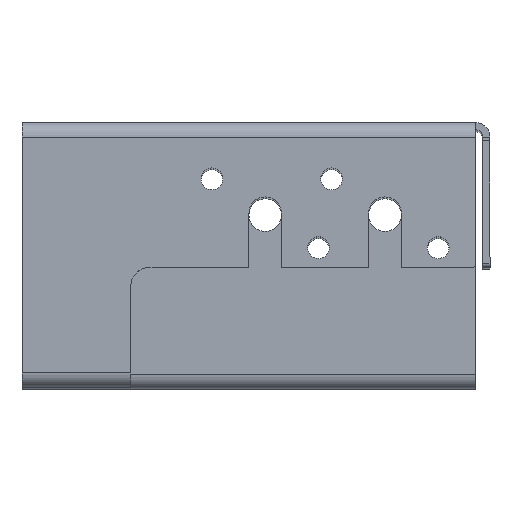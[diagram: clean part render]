
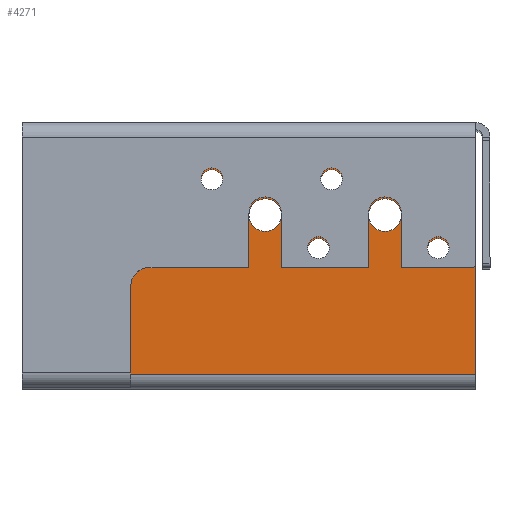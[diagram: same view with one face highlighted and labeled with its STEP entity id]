
A CAD part, top view. The second image highlights one B-rep face of the part: STEP entity #4271.
In plain terms, the highlighted planar face has unit normal (0, 0, 1).
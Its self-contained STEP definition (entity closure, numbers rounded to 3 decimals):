
#20 = FACE_BOUND ( 'NONE', #2609, .T. ) ;
#24 = CARTESIAN_POINT ( 'NONE',  ( 89.541, 44., -291. ) ) ;
#59 = DIRECTION ( 'NONE',  ( 0., -1., 0. ) ) ;
#107 = ORIENTED_EDGE ( 'NONE', *, *, #2129, .F. ) ;
#113 = EDGE_CURVE ( 'NONE', #869, #1599, #2687, .T. ) ;
#117 = CARTESIAN_POINT ( 'NONE',  ( 80.541, 44., -291. ) ) ;
#204 = DIRECTION ( 'NONE',  ( 0., 0., 1. ) ) ;
#223 = DIRECTION ( 'NONE',  ( 0., 0., 1. ) ) ;
#243 = CARTESIAN_POINT ( 'NONE',  ( 37.344, 53.5, -291. ) ) ;
#281 = LINE ( 'NONE', #547, #2439 ) ;
#283 = ORIENTED_EDGE ( 'NONE', *, *, #1912, .F. ) ;
#299 = ORIENTED_EDGE ( 'NONE', *, *, #3383, .F. ) ;
#328 = EDGE_LOOP ( 'NONE', ( #1696, #299 ) ) ;
#335 = AXIS2_PLACEMENT_3D ( 'NONE', #1075, #2079, #3411 ) ;
#357 = AXIS2_PLACEMENT_3D ( 'NONE', #2588, #223, #1845 ) ;
#396 = CARTESIAN_POINT ( 'NONE',  ( 66.738, 34.5, -291. ) ) ;
#422 = VECTOR ( 'NONE', #3512, 1000. ) ;
#444 = DIRECTION ( 'NONE',  ( 0., 0., 1. ) ) ;
#446 = EDGE_CURVE ( 'NONE', #4202, #1751, #502, .T. ) ;
#477 = AXIS2_PLACEMENT_3D ( 'NONE', #1382, #3321, #3672 ) ;
#502 = CIRCLE ( 'NONE', #2644, 3. ) ;
#543 = CIRCLE ( 'NONE', #477, 4.5 ) ;
#547 = CARTESIAN_POINT ( 'NONE',  ( -15., 0., -291. ) ) ;
#551 = EDGE_LOOP ( 'NONE', ( #107, #1261 ) ) ;
#571 = ORIENTED_EDGE ( 'NONE', *, *, #2978, .F. ) ;
#610 = VERTEX_POINT ( 'NONE', #3140 ) ;
#622 = CARTESIAN_POINT ( 'NONE',  ( 37.344, 53.5, -291. ) ) ;
#640 = DIRECTION ( 'NONE',  ( 0., -1., 0. ) ) ;
#660 = VERTEX_POINT ( 'NONE', #1790 ) ;
#703 = CARTESIAN_POINT ( 'NONE',  ( 67.344, 53.5, -291. ) ) ;
#780 = EDGE_CURVE ( 'NONE', #2275, #2483, #1111, .T. ) ;
#846 = CARTESIAN_POINT ( 'NONE',  ( 56.541, 44., -291. ) ) ;
#863 = DIRECTION ( 'NONE',  ( 0., 0., 1. ) ) ;
#869 = VERTEX_POINT ( 'NONE', #2676 ) ;
#886 = CARTESIAN_POINT ( 'NONE',  ( -15., 67., -291. ) ) ;
#984 = CARTESIAN_POINT ( 'NONE',  ( 52.041, 44., -291. ) ) ;
#1061 = FACE_BOUND ( 'NONE', #551, .T. ) ;
#1075 = CARTESIAN_POINT ( 'NONE',  ( 66.738, 34.5, -291. ) ) ;
#1086 = CARTESIAN_POINT ( 'NONE',  ( 96.738, 34.5, -291. ) ) ;
#1111 = CIRCLE ( 'NONE', #357, 3. ) ;
#1120 = VERTEX_POINT ( 'NONE', #2155 ) ;
#1131 = ORIENTED_EDGE ( 'NONE', *, *, #446, .F. ) ;
#1132 = VERTEX_POINT ( 'NONE', #117 ) ;
#1136 = VECTOR ( 'NONE', #1713, 1000. ) ;
#1158 = CIRCLE ( 'NONE', #1634, 4.5 ) ;
#1186 = VERTEX_POINT ( 'NONE', #846 ) ;
#1230 = CARTESIAN_POINT ( 'NONE',  ( 34.344, 53.5, -291. ) ) ;
#1261 = ORIENTED_EDGE ( 'NONE', *, *, #1533, .F. ) ;
#1285 = ORIENTED_EDGE ( 'NONE', *, *, #2251, .F. ) ;
#1312 = DIRECTION ( 'NONE',  ( 1., 0., 0. ) ) ;
#1323 = CARTESIAN_POINT ( 'NONE',  ( 69.738, 34.5, -291. ) ) ;
#1337 = EDGE_LOOP ( 'NONE', ( #2447, #1131 ) ) ;
#1343 = FACE_BOUND ( 'NONE', #1337, .T. ) ;
#1382 = CARTESIAN_POINT ( 'NONE',  ( 52.041, 44., -291. ) ) ;
#1398 = VERTEX_POINT ( 'NONE', #1323 ) ;
#1493 = VERTEX_POINT ( 'NONE', #1086 ) ;
#1500 = DIRECTION ( 'NONE',  ( 0., 0., 1. ) ) ;
#1533 = EDGE_CURVE ( 'NONE', #1120, #1186, #543, .T. ) ;
#1580 = EDGE_CURVE ( 'NONE', #4118, #1398, #3041, .T. ) ;
#1590 = DIRECTION ( 'NONE',  ( 0., 0., 1. ) ) ;
#1599 = VERTEX_POINT ( 'NONE', #2663 ) ;
#1600 = DIRECTION ( 'NONE',  ( 1., 0., 0. ) ) ;
#1633 = DIRECTION ( 'NONE',  ( 0., 0., 1. ) ) ;
#1634 = AXIS2_PLACEMENT_3D ( 'NONE', #984, #3645, #4003 ) ;
#1696 = ORIENTED_EDGE ( 'NONE', *, *, #3168, .F. ) ;
#1713 = DIRECTION ( 'NONE',  ( 1., 0., 0. ) ) ;
#1751 = VERTEX_POINT ( 'NONE', #4184 ) ;
#1790 = CARTESIAN_POINT ( 'NONE',  ( 102.738, 34.5, -291. ) ) ;
#1792 = DIRECTION ( 'NONE',  ( 1., 0., 0. ) ) ;
#1845 = DIRECTION ( 'NONE',  ( 0., -1., 0. ) ) ;
#1849 = ORIENTED_EDGE ( 'NONE', *, *, #1580, .F. ) ;
#1861 = DIRECTION ( 'NONE',  ( 0., 0., 1. ) ) ;
#1892 = DIRECTION ( 'NONE',  ( 0., -1., 0. ) ) ;
#1912 = EDGE_CURVE ( 'NONE', #2483, #2275, #2071, .T. ) ;
#1916 = AXIS2_PLACEMENT_3D ( 'NONE', #396, #1633, #59 ) ;
#1930 = CIRCLE ( 'NONE', #3427, 3. ) ;
#2071 = CIRCLE ( 'NONE', #2752, 3. ) ;
#2079 = DIRECTION ( 'NONE',  ( 0., 0., 1. ) ) ;
#2080 = ORIENTED_EDGE ( 'NONE', *, *, #2209, .F. ) ;
#2118 = EDGE_LOOP ( 'NONE', ( #2554, #571 ) ) ;
#2129 = EDGE_CURVE ( 'NONE', #1186, #1120, #1158, .T. ) ;
#2155 = CARTESIAN_POINT ( 'NONE',  ( 47.541, 44., -291. ) ) ;
#2177 = CARTESIAN_POINT ( 'NONE',  ( 110., -2., -291. ) ) ;
#2187 = EDGE_CURVE ( 'NONE', #1398, #4118, #2199, .T. ) ;
#2195 = DIRECTION ( 'NONE',  ( 0., 1., 0. ) ) ;
#2199 = CIRCLE ( 'NONE', #335, 3. ) ;
#2204 = EDGE_CURVE ( 'NONE', #660, #1493, #4306, .T. ) ;
#2209 = EDGE_CURVE ( 'NONE', #610, #869, #3595, .T. ) ;
#2251 = EDGE_CURVE ( 'NONE', #1599, #2328, #2506, .T. ) ;
#2275 = VERTEX_POINT ( 'NONE', #703 ) ;
#2328 = VERTEX_POINT ( 'NONE', #2957 ) ;
#2390 = FACE_OUTER_BOUND ( 'NONE', #4041, .T. ) ;
#2420 = AXIS2_PLACEMENT_3D ( 'NONE', #3578, #863, #4171 ) ;
#2439 = VECTOR ( 'NONE', #1600, 1000. ) ;
#2444 = ORIENTED_EDGE ( 'NONE', *, *, #2187, .F. ) ;
#2447 = ORIENTED_EDGE ( 'NONE', *, *, #3641, .F. ) ;
#2483 = VERTEX_POINT ( 'NONE', #3426 ) ;
#2506 = LINE ( 'NONE', #2177, #422 ) ;
#2517 = CARTESIAN_POINT ( 'NONE',  ( 63.738, 34.5, -291. ) ) ;
#2554 = ORIENTED_EDGE ( 'NONE', *, *, #2204, .F. ) ;
#2588 = CARTESIAN_POINT ( 'NONE',  ( 70.344, 53.5, -291. ) ) ;
#2609 = EDGE_LOOP ( 'NONE', ( #2444, #1849 ) ) ;
#2615 = CARTESIAN_POINT ( 'NONE',  ( 85.041, 44., -291. ) ) ;
#2644 = AXIS2_PLACEMENT_3D ( 'NONE', #622, #204, #2854 ) ;
#2663 = CARTESIAN_POINT ( 'NONE',  ( 110., 65., -291. ) ) ;
#2665 = CARTESIAN_POINT ( 'NONE',  ( 0., 0., -291. ) ) ;
#2676 = CARTESIAN_POINT ( 'NONE',  ( -15., 65., -291. ) ) ;
#2687 = LINE ( 'NONE', #4012, #1136 ) ;
#2752 = AXIS2_PLACEMENT_3D ( 'NONE', #4203, #1590, #1892 ) ;
#2756 = VECTOR ( 'NONE', #2195, 1000. ) ;
#2775 = CIRCLE ( 'NONE', #3617, 3. ) ;
#2837 = AXIS2_PLACEMENT_3D ( 'NONE', #2665, #444, #3853 ) ;
#2839 = AXIS2_PLACEMENT_3D ( 'NONE', #2615, #4314, #1312 ) ;
#2854 = DIRECTION ( 'NONE',  ( 0., -1., 0. ) ) ;
#2957 = CARTESIAN_POINT ( 'NONE',  ( 110., 0., -291. ) ) ;
#2970 = EDGE_CURVE ( 'NONE', #610, #2328, #281, .T. ) ;
#2978 = EDGE_CURVE ( 'NONE', #1493, #660, #2775, .T. ) ;
#2993 = CIRCLE ( 'NONE', #4127, 4.5 ) ;
#3041 = CIRCLE ( 'NONE', #1916, 3. ) ;
#3140 = CARTESIAN_POINT ( 'NONE',  ( -15., 0., -291. ) ) ;
#3168 = EDGE_CURVE ( 'NONE', #3862, #1132, #4249, .T. ) ;
#3202 = CARTESIAN_POINT ( 'NONE',  ( 85.041, 44., -291. ) ) ;
#3242 = DIRECTION ( 'NONE',  ( 0., -1., 0. ) ) ;
#3321 = DIRECTION ( 'NONE',  ( 0., 0., 1. ) ) ;
#3365 = ORIENTED_EDGE ( 'NONE', *, *, #113, .F. ) ;
#3383 = EDGE_CURVE ( 'NONE', #1132, #3862, #2993, .T. ) ;
#3411 = DIRECTION ( 'NONE',  ( 0., -1., 0. ) ) ;
#3424 = FACE_BOUND ( 'NONE', #328, .T. ) ;
#3426 = CARTESIAN_POINT ( 'NONE',  ( 73.344, 53.5, -291. ) ) ;
#3427 = AXIS2_PLACEMENT_3D ( 'NONE', #243, #4237, #3242 ) ;
#3512 = DIRECTION ( 'NONE',  ( 0., -1., 0. ) ) ;
#3578 = CARTESIAN_POINT ( 'NONE',  ( 99.738, 34.5, -291. ) ) ;
#3595 = LINE ( 'NONE', #886, #2756 ) ;
#3614 = CARTESIAN_POINT ( 'NONE',  ( 99.738, 34.5, -291. ) ) ;
#3617 = AXIS2_PLACEMENT_3D ( 'NONE', #3614, #1861, #640 ) ;
#3641 = EDGE_CURVE ( 'NONE', #1751, #4202, #1930, .T. ) ;
#3645 = DIRECTION ( 'NONE',  ( 0., 0., 1. ) ) ;
#3672 = DIRECTION ( 'NONE',  ( 1., 0., 0. ) ) ;
#3750 = FACE_BOUND ( 'NONE', #2118, .T. ) ;
#3853 = DIRECTION ( 'NONE',  ( 0., -1., 0. ) ) ;
#3862 = VERTEX_POINT ( 'NONE', #24 ) ;
#4003 = DIRECTION ( 'NONE',  ( 1., 0., 0. ) ) ;
#4012 = CARTESIAN_POINT ( 'NONE',  ( -15., 65., -291. ) ) ;
#4015 = ORIENTED_EDGE ( 'NONE', *, *, #2970, .T. ) ;
#4041 = EDGE_LOOP ( 'NONE', ( #2080, #4015, #1285, #3365 ) ) ;
#4051 = EDGE_LOOP ( 'NONE', ( #283, #4308 ) ) ;
#4058 = FACE_BOUND ( 'NONE', #4051, .T. ) ;
#4083 = PLANE ( 'NONE',  #2837 ) ;
#4118 = VERTEX_POINT ( 'NONE', #2517 ) ;
#4127 = AXIS2_PLACEMENT_3D ( 'NONE', #3202, #1500, #1792 ) ;
#4171 = DIRECTION ( 'NONE',  ( 0., -1., 0. ) ) ;
#4184 = CARTESIAN_POINT ( 'NONE',  ( 40.344, 53.5, -291. ) ) ;
#4202 = VERTEX_POINT ( 'NONE', #1230 ) ;
#4203 = CARTESIAN_POINT ( 'NONE',  ( 70.344, 53.5, -291. ) ) ;
#4237 = DIRECTION ( 'NONE',  ( 0., 0., 1. ) ) ;
#4249 = CIRCLE ( 'NONE', #2839, 4.5 ) ;
#4271 = ADVANCED_FACE ( 'NONE', ( #3750, #4058, #20, #1343, #3424, #1061, #2390 ), #4083, .T. ) ;
#4306 = CIRCLE ( 'NONE', #2420, 3. ) ;
#4308 = ORIENTED_EDGE ( 'NONE', *, *, #780, .F. ) ;
#4314 = DIRECTION ( 'NONE',  ( 0., 0., 1. ) ) ;
